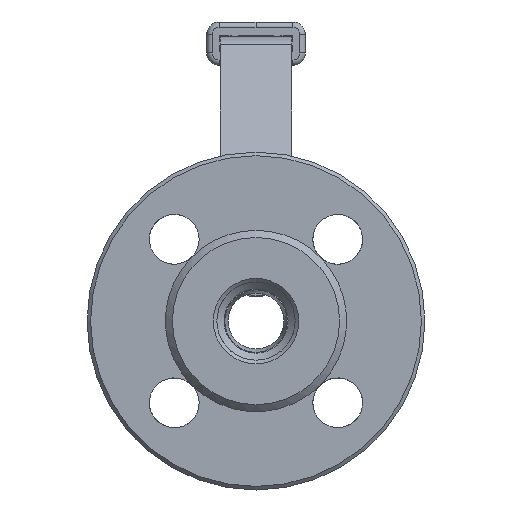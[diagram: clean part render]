
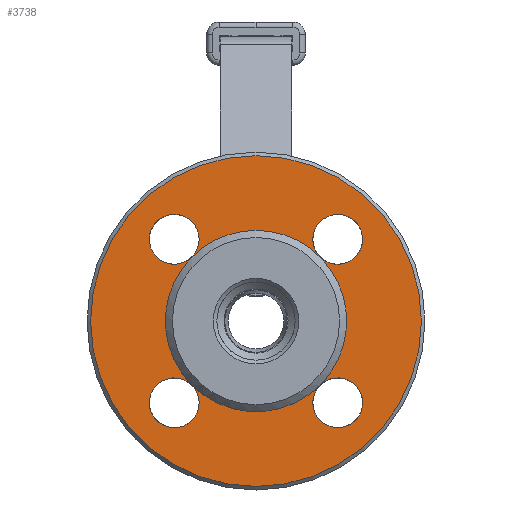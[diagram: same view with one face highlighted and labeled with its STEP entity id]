
A CAD part, front view. The second image highlights one B-rep face of the part: STEP entity #3738.
In plain terms, the highlighted planar face has unit normal (0, -1, 0).
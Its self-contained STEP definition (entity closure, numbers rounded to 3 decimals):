
#3588=CARTESIAN_POINT('',(0.,-10.,46.5));
#3589=VERTEX_POINT('',#3588);
#3596=CARTESIAN_POINT('',(-0.,-10.,-46.5));
#3597=VERTEX_POINT('',#3596);
#3598=CARTESIAN_POINT('',(0.,-10.,0.));
#3599=DIRECTION('',(0.,-1.,0.));
#3600=DIRECTION('',(0.,0.,-1.));
#3601=AXIS2_PLACEMENT_3D('',#3598,#3599,#3600);
#3602=CIRCLE('',#3601,46.5);
#3603=EDGE_CURVE('',#3597,#3589,#3602,.T.);
#3605=CARTESIAN_POINT('',(0.,-10.,0.));
#3606=DIRECTION('',(0.,-1.,0.));
#3607=DIRECTION('',(0.,0.,-1.));
#3608=AXIS2_PLACEMENT_3D('',#3605,#3606,#3607);
#3609=CIRCLE('',#3608,46.5);
#3610=EDGE_CURVE('',#3589,#3597,#3609,.T.);
#3618=CARTESIAN_POINT('',(0.,-10.,25.5));
#3619=DIRECTION('',(0.,-1.,0.));
#3620=DIRECTION('',(0.,0.,-1.));
#3621=AXIS2_PLACEMENT_3D('',#3618,#3619,#3620);
#3622=PLANE('',#3621);
#3623=ORIENTED_EDGE('',*,*,#3603,.T.);
#3624=ORIENTED_EDGE('',*,*,#3610,.T.);
#3625=EDGE_LOOP('',(#3623,#3624));
#3626=FACE_BOUND('',#3625,.T.);
#3627=CARTESIAN_POINT('',(-18.031,-10.,18.031));
#3628=VERTEX_POINT('',#3627);
#3629=CARTESIAN_POINT('',(-18.031,-10.,-18.031));
#3630=VERTEX_POINT('',#3629);
#3631=CARTESIAN_POINT('',(0.,-10.,0.));
#3632=DIRECTION('',(0.,-1.,0.));
#3633=DIRECTION('',(0.,0.,-1.));
#3634=AXIS2_PLACEMENT_3D('',#3631,#3632,#3633);
#3635=CIRCLE('',#3634,25.5);
#3636=EDGE_CURVE('',#3628,#3630,#3635,.T.);
#3637=ORIENTED_EDGE('',*,*,#3636,.F.);
#3638=CARTESIAN_POINT('',(-15.981,-10.,22.981));
#3639=VERTEX_POINT('',#3638);
#3640=CARTESIAN_POINT('',(-22.981,-10.,22.981));
#3641=DIRECTION('',(0.,-1.,0.));
#3642=DIRECTION('',(1.,0.,0.));
#3643=AXIS2_PLACEMENT_3D('',#3640,#3641,#3642);
#3644=CIRCLE('',#3643,7.);
#3645=EDGE_CURVE('',#3639,#3628,#3644,.T.);
#3646=ORIENTED_EDGE('',*,*,#3645,.F.);
#3647=CARTESIAN_POINT('',(-22.981,-10.,22.981));
#3648=DIRECTION('',(0.,-1.,0.));
#3649=DIRECTION('',(1.,0.,0.));
#3650=AXIS2_PLACEMENT_3D('',#3647,#3648,#3649);
#3651=CIRCLE('',#3650,7.);
#3652=EDGE_CURVE('',#3628,#3639,#3651,.T.);
#3653=ORIENTED_EDGE('',*,*,#3652,.F.);
#3654=CARTESIAN_POINT('',(0.,-10.,25.5));
#3655=VERTEX_POINT('',#3654);
#3656=CARTESIAN_POINT('',(0.,-10.,0.));
#3657=DIRECTION('',(0.,-1.,0.));
#3658=DIRECTION('',(0.,0.,-1.));
#3659=AXIS2_PLACEMENT_3D('',#3656,#3657,#3658);
#3660=CIRCLE('',#3659,25.5);
#3661=EDGE_CURVE('',#3655,#3628,#3660,.T.);
#3662=ORIENTED_EDGE('',*,*,#3661,.F.);
#3663=CARTESIAN_POINT('',(18.031,-10.,18.031));
#3664=VERTEX_POINT('',#3663);
#3665=CARTESIAN_POINT('',(0.,-10.,0.));
#3666=DIRECTION('',(0.,-1.,0.));
#3667=DIRECTION('',(0.,0.,-1.));
#3668=AXIS2_PLACEMENT_3D('',#3665,#3666,#3667);
#3669=CIRCLE('',#3668,25.5);
#3670=EDGE_CURVE('',#3664,#3655,#3669,.T.);
#3671=ORIENTED_EDGE('',*,*,#3670,.F.);
#3672=CARTESIAN_POINT('',(29.981,-10.,22.981));
#3673=VERTEX_POINT('',#3672);
#3674=CARTESIAN_POINT('',(22.981,-10.,22.981));
#3675=DIRECTION('',(0.,-1.,0.));
#3676=DIRECTION('',(1.,0.,0.));
#3677=AXIS2_PLACEMENT_3D('',#3674,#3675,#3676);
#3678=CIRCLE('',#3677,7.);
#3679=EDGE_CURVE('',#3673,#3664,#3678,.T.);
#3680=ORIENTED_EDGE('',*,*,#3679,.F.);
#3681=CARTESIAN_POINT('',(22.981,-10.,22.981));
#3682=DIRECTION('',(0.,-1.,0.));
#3683=DIRECTION('',(1.,0.,0.));
#3684=AXIS2_PLACEMENT_3D('',#3681,#3682,#3683);
#3685=CIRCLE('',#3684,7.);
#3686=EDGE_CURVE('',#3664,#3673,#3685,.T.);
#3687=ORIENTED_EDGE('',*,*,#3686,.F.);
#3688=CARTESIAN_POINT('',(18.031,-10.,-18.031));
#3689=VERTEX_POINT('',#3688);
#3690=CARTESIAN_POINT('',(0.,-10.,0.));
#3691=DIRECTION('',(0.,-1.,0.));
#3692=DIRECTION('',(0.,0.,-1.));
#3693=AXIS2_PLACEMENT_3D('',#3690,#3691,#3692);
#3694=CIRCLE('',#3693,25.5);
#3695=EDGE_CURVE('',#3689,#3664,#3694,.T.);
#3696=ORIENTED_EDGE('',*,*,#3695,.F.);
#3697=CARTESIAN_POINT('',(29.981,-10.,-22.981));
#3698=VERTEX_POINT('',#3697);
#3699=CARTESIAN_POINT('',(22.981,-10.,-22.981));
#3700=DIRECTION('',(0.,-1.,0.));
#3701=DIRECTION('',(1.,0.,0.));
#3702=AXIS2_PLACEMENT_3D('',#3699,#3700,#3701);
#3703=CIRCLE('',#3702,7.);
#3704=EDGE_CURVE('',#3698,#3689,#3703,.T.);
#3705=ORIENTED_EDGE('',*,*,#3704,.F.);
#3706=CARTESIAN_POINT('',(22.981,-10.,-22.981));
#3707=DIRECTION('',(0.,-1.,0.));
#3708=DIRECTION('',(1.,0.,0.));
#3709=AXIS2_PLACEMENT_3D('',#3706,#3707,#3708);
#3710=CIRCLE('',#3709,7.);
#3711=EDGE_CURVE('',#3689,#3698,#3710,.T.);
#3712=ORIENTED_EDGE('',*,*,#3711,.F.);
#3713=CARTESIAN_POINT('',(0.,-10.,0.));
#3714=DIRECTION('',(0.,-1.,0.));
#3715=DIRECTION('',(0.,0.,-1.));
#3716=AXIS2_PLACEMENT_3D('',#3713,#3714,#3715);
#3717=CIRCLE('',#3716,25.5);
#3718=EDGE_CURVE('',#3630,#3689,#3717,.T.);
#3719=ORIENTED_EDGE('',*,*,#3718,.F.);
#3720=CARTESIAN_POINT('',(-15.981,-10.,-22.981));
#3721=VERTEX_POINT('',#3720);
#3722=CARTESIAN_POINT('',(-22.981,-10.,-22.981));
#3723=DIRECTION('',(0.,-1.,0.));
#3724=DIRECTION('',(1.,0.,0.));
#3725=AXIS2_PLACEMENT_3D('',#3722,#3723,#3724);
#3726=CIRCLE('',#3725,7.);
#3727=EDGE_CURVE('',#3721,#3630,#3726,.T.);
#3728=ORIENTED_EDGE('',*,*,#3727,.F.);
#3729=CARTESIAN_POINT('',(-22.981,-10.,-22.981));
#3730=DIRECTION('',(0.,-1.,0.));
#3731=DIRECTION('',(1.,0.,0.));
#3732=AXIS2_PLACEMENT_3D('',#3729,#3730,#3731);
#3733=CIRCLE('',#3732,7.);
#3734=EDGE_CURVE('',#3630,#3721,#3733,.T.);
#3735=ORIENTED_EDGE('',*,*,#3734,.F.);
#3736=EDGE_LOOP('',(#3637,#3646,#3653,#3662,#3671,#3680,#3687,#3696,#3705,#3712,#3719,#3728,#3735));
#3737=FACE_BOUND('',#3736,.T.);
#3738=ADVANCED_FACE('',(#3626,#3737),#3622,.T.);
